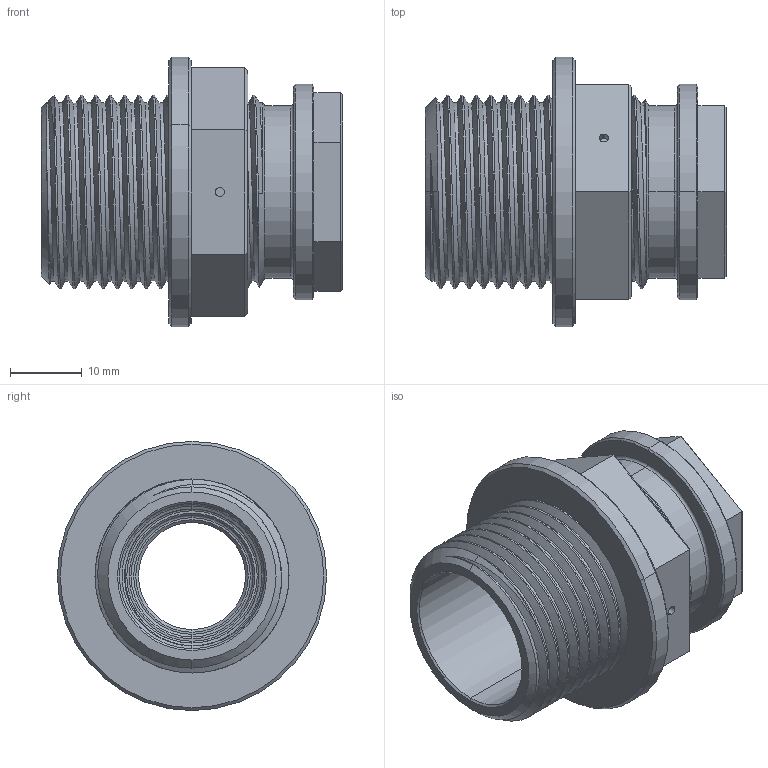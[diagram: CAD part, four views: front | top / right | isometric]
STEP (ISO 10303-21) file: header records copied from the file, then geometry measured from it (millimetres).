
FILE_DESCRIPTION (( 'STEP AP214' ), '1' );
FILE_NAME ('26200.STEP', '2020-10-15T14:07:33', ( '' ), ( '' ), 'SwSTEP 2.0', 'SolidWorks 2020', '' );
FILE_SCHEMA (( 'AUTOMOTIVE_DESIGN' ));
Length unit declared in the file: inch
Products named in the file (3): 26200-1; 26200-2; 26200
Assembly tree (2 placements, depth 2):
  26200
    26200-1
    26200-2
Bounding box: 41.95 x 37.5 x 37.5 mm (x, y, z)
Volume: 13774.3 mm3; surface area: 12463 mm2
Topology: 2 solids, 2 shells, 225 faces, 567 edges, 364 vertices
Faces by surface type: cylinder 77, plane 62, bspline 49, cone 29, torus 8
Entity records: 17416 total; most frequent: CARTESIAN_POINT 11784, ORIENTED_EDGE 1134, DIRECTION 784, EDGE_CURVE 567, VERTEX_POINT 364, AXIS2_PLACEMENT_3D 268, LINE 248, VECTOR 248
